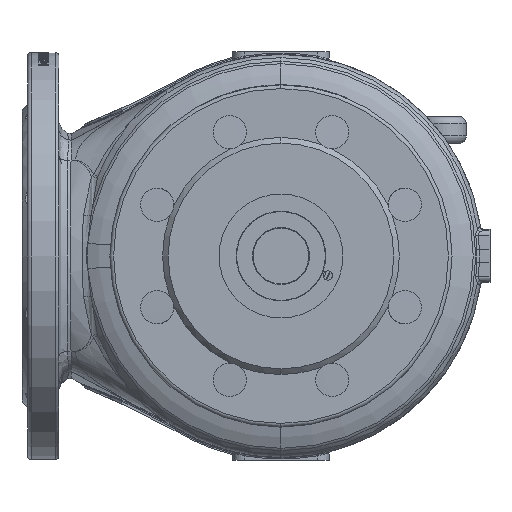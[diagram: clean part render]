
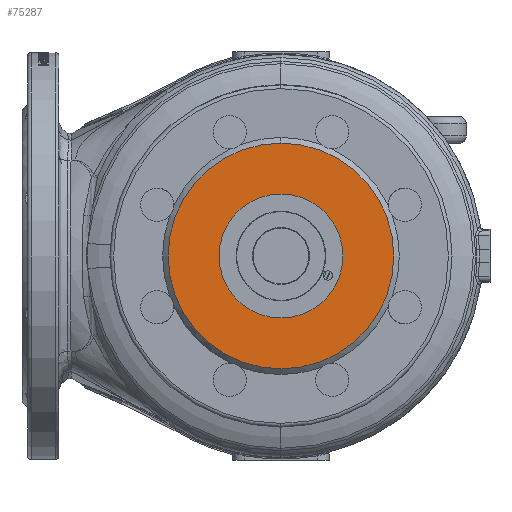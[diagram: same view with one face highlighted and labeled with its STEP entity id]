
A CAD part, front view. The second image highlights one B-rep face of the part: STEP entity #75287.
In plain terms, the highlighted planar face has unit normal (0, -1, 0).
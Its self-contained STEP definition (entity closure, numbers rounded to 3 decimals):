
#861 = ORIENTED_EDGE ( 'NONE', *, *, #217337, .F. ) ;
#1544 = AXIS2_PLACEMENT_3D ( 'NONE', #229364, #83611, #30691 ) ;
#3070 = VERTEX_POINT ( 'NONE', #179562 ) ;
#3837 = AXIS2_PLACEMENT_3D ( 'NONE', #186947, #147019, #58714 ) ;
#7251 = FACE_BOUND ( 'NONE', #123209, .T. ) ;
#10997 = DIRECTION ( 'NONE',  ( 0., 0., -1. ) ) ;
#12865 = CIRCLE ( 'NONE', #1544, 61. ) ;
#16379 = ORIENTED_EDGE ( 'NONE', *, *, #20471, .F. ) ;
#20471 = EDGE_CURVE ( 'NONE', #3070, #122967, #82844, .T. ) ;
#30099 = CARTESIAN_POINT ( 'NONE',  ( 0., -170., 61. ) ) ;
#30691 = DIRECTION ( 'NONE',  ( 0., 0., 1. ) ) ;
#38277 = AXIS2_PLACEMENT_3D ( 'NONE', #135773, #172242, #10997 ) ;
#45969 = DIRECTION ( 'NONE',  ( 0., -1., 0. ) ) ;
#58714 = DIRECTION ( 'NONE',  ( 0., 0., 1. ) ) ;
#63652 = CARTESIAN_POINT ( 'NONE',  ( 0., -170., -33.5 ) ) ;
#69004 = ORIENTED_EDGE ( 'NONE', *, *, #110829, .F. ) ;
#75287 = ADVANCED_FACE ( 'NONE', ( #7251, #150820 ), #206022, .T. ) ;
#75456 = ORIENTED_EDGE ( 'NONE', *, *, #229500, .F. ) ;
#80137 = DIRECTION ( 'NONE',  ( 0., 0., -1. ) ) ;
#80226 = CARTESIAN_POINT ( 'NONE',  ( 0., -170., 0. ) ) ;
#82844 = CIRCLE ( 'NONE', #3837, 61. ) ;
#83611 = DIRECTION ( 'NONE',  ( 0., 1., 0. ) ) ;
#105034 = VERTEX_POINT ( 'NONE', #210209 ) ;
#110829 = EDGE_CURVE ( 'NONE', #105034, #210340, #215732, .T. ) ;
#122967 = VERTEX_POINT ( 'NONE', #30099 ) ;
#123209 = EDGE_LOOP ( 'NONE', ( #69004, #861 ) ) ;
#124869 = EDGE_LOOP ( 'NONE', ( #75456, #16379 ) ) ;
#135457 = DIRECTION ( 'NONE',  ( 0., -1., 0. ) ) ;
#135773 = CARTESIAN_POINT ( 'NONE',  ( 0., -170., 0. ) ) ;
#147019 = DIRECTION ( 'NONE',  ( 0., 1., 0. ) ) ;
#150820 = FACE_OUTER_BOUND ( 'NONE', #124869, .T. ) ;
#151955 = DIRECTION ( 'NONE',  ( 0., 0., -1. ) ) ;
#165944 = CIRCLE ( 'NONE', #38277, 33.5 ) ;
#172242 = DIRECTION ( 'NONE',  ( 0., -1., 0. ) ) ;
#172903 = AXIS2_PLACEMENT_3D ( 'NONE', #80226, #135457, #151955 ) ;
#179562 = CARTESIAN_POINT ( 'NONE',  ( 0., -170., -61. ) ) ;
#186947 = CARTESIAN_POINT ( 'NONE',  ( 0., -170., 0. ) ) ;
#188337 = CARTESIAN_POINT ( 'NONE',  ( 0., -170., 0. ) ) ;
#206022 = PLANE ( 'NONE',  #172903 ) ;
#210209 = CARTESIAN_POINT ( 'NONE',  ( 0., -170., 33.5 ) ) ;
#210340 = VERTEX_POINT ( 'NONE', #63652 ) ;
#215732 = CIRCLE ( 'NONE', #223263, 33.5 ) ;
#217337 = EDGE_CURVE ( 'NONE', #210340, #105034, #165944, .T. ) ;
#223263 = AXIS2_PLACEMENT_3D ( 'NONE', #188337, #45969, #80137 ) ;
#229364 = CARTESIAN_POINT ( 'NONE',  ( 0., -170., 0. ) ) ;
#229500 = EDGE_CURVE ( 'NONE', #122967, #3070, #12865, .T. ) ;
